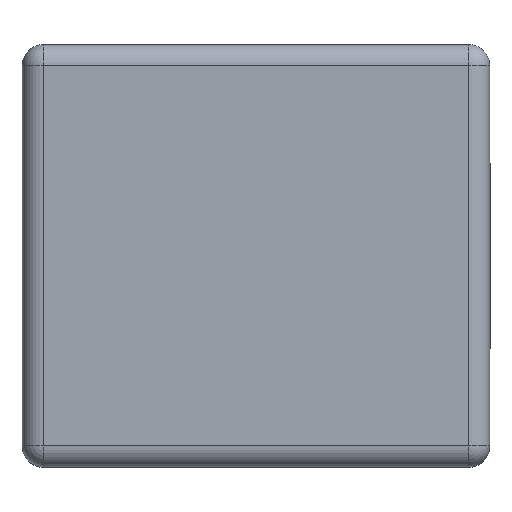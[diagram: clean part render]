
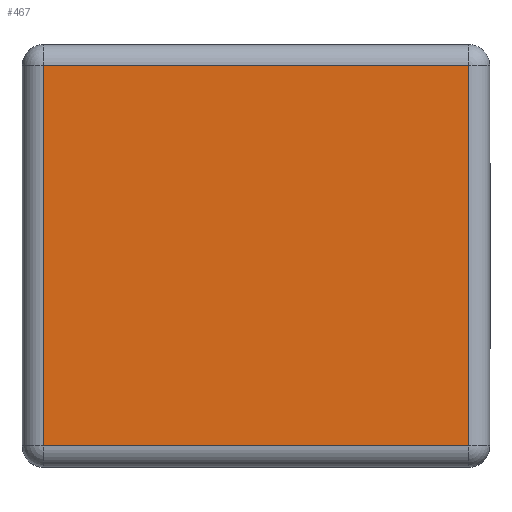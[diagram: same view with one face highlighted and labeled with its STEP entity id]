
A CAD part, top view. The second image highlights one B-rep face of the part: STEP entity #467.
In plain terms, the highlighted planar face has unit normal (0, 0, 1).
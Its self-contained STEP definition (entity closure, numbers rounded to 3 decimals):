
#185 = VERTEX_POINT('',#186);
#186 = CARTESIAN_POINT('',(-3.32,2.97,3.));
#195 = VERTEX_POINT('',#196);
#196 = CARTESIAN_POINT('',(-3.32,-2.97,3.));
#203 = EDGE_CURVE('',#185,#195,#204,.T.);
#204 = LINE('',#205,#206);
#205 = CARTESIAN_POINT('',(-3.32,2.97,3.));
#206 = VECTOR('',#207,1.);
#207 = DIRECTION('',(-0.,-1.,-0.));
#467 = ADVANCED_FACE('',(#468),#493,.T.);
#468 = FACE_BOUND('',#469,.T.);
#469 = EDGE_LOOP('',(#470,#478,#486,#492));
#470 = ORIENTED_EDGE('',*,*,#471,.T.);
#471 = EDGE_CURVE('',#195,#472,#474,.T.);
#472 = VERTEX_POINT('',#473);
#473 = CARTESIAN_POINT('',(3.32,-2.97,3.));
#474 = LINE('',#475,#476);
#475 = CARTESIAN_POINT('',(-3.32,-2.97,3.));
#476 = VECTOR('',#477,1.);
#477 = DIRECTION('',(1.,0.,0.));
#478 = ORIENTED_EDGE('',*,*,#479,.T.);
#479 = EDGE_CURVE('',#472,#480,#482,.T.);
#480 = VERTEX_POINT('',#481);
#481 = CARTESIAN_POINT('',(3.32,2.97,3.));
#482 = LINE('',#483,#484);
#483 = CARTESIAN_POINT('',(3.32,-2.97,3.));
#484 = VECTOR('',#485,1.);
#485 = DIRECTION('',(0.,1.,0.));
#486 = ORIENTED_EDGE('',*,*,#487,.T.);
#487 = EDGE_CURVE('',#480,#185,#488,.T.);
#488 = LINE('',#489,#490);
#489 = CARTESIAN_POINT('',(3.32,2.97,3.));
#490 = VECTOR('',#491,1.);
#491 = DIRECTION('',(-1.,-0.,-0.));
#492 = ORIENTED_EDGE('',*,*,#203,.T.);
#493 = PLANE('',#494);
#494 = AXIS2_PLACEMENT_3D('',#495,#496,#497);
#495 = CARTESIAN_POINT('',(-3.65,-3.3,3.));
#496 = DIRECTION('',(0.,0.,1.));
#497 = DIRECTION('',(1.,0.,0.));
